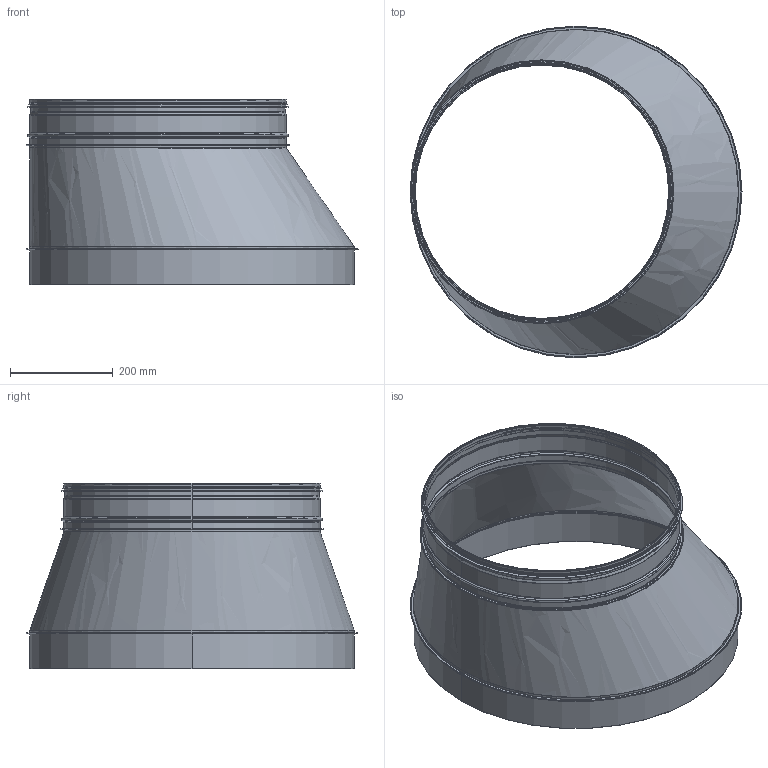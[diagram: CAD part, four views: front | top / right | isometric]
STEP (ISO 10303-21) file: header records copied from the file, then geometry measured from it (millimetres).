
FILE_DESCRIPTION((''),'2;1');
FILE_NAME('HFBM_630-500.stp','2014-02-19T13:15:31',(''),(''),'Autodesk Inventor 2013','Autodesk Inventor 2013','');
FILE_SCHEMA(('AUTOMOTIVE_DESIGN { 1 2 10303 214 0 1 1 1 }'));
Length unit declared in the file: millimetre
Products named in the file (6): HFBM_630-500; KonFalsadHFBM_630-500; MuffMedFals-630; HSGMedFals-500; HSGMedFalsRörämne-500; 999010
Assembly tree (5 placements, depth 3):
  HFBM_630-500
    KonFalsadHFBM_630-500
    MuffMedFals-630
    HSGMedFals-500
      HSGMedFalsRörämne-500
      999010
Bounding box: 645.85 x 645.6 x 361.49 mm (x, y, z)
Volume: 396440.8 mm3; surface area: 1582693.6 mm2
Topology: 4 solids, 4 shells, 134 faces, 263 edges, 139 vertices
Faces by surface type: plane 68, torus 28, cylinder 24, cone 10, bspline 4
Full cylindrical faces by diameter (mm): 492.95 x1, 493.95 x1, 495.15 x1, 497.75 x7, 498.75 x4, 501.75 x1, 504.15 x1, 508.75 x1, 509.15 x1, 630.6 x2, 631.6 x2, 633.6 x1, 641.6 x1
Entity records: 4033 total; most frequent: CARTESIAN_POINT 1009, DIRECTION 645, ORIENTED_EDGE 484, AXIS2_PLACEMENT_3D 270, EDGE_CURVE 242, EDGE_LOOP 164, VERTEX_POINT 139, STYLED_ITEM 138
